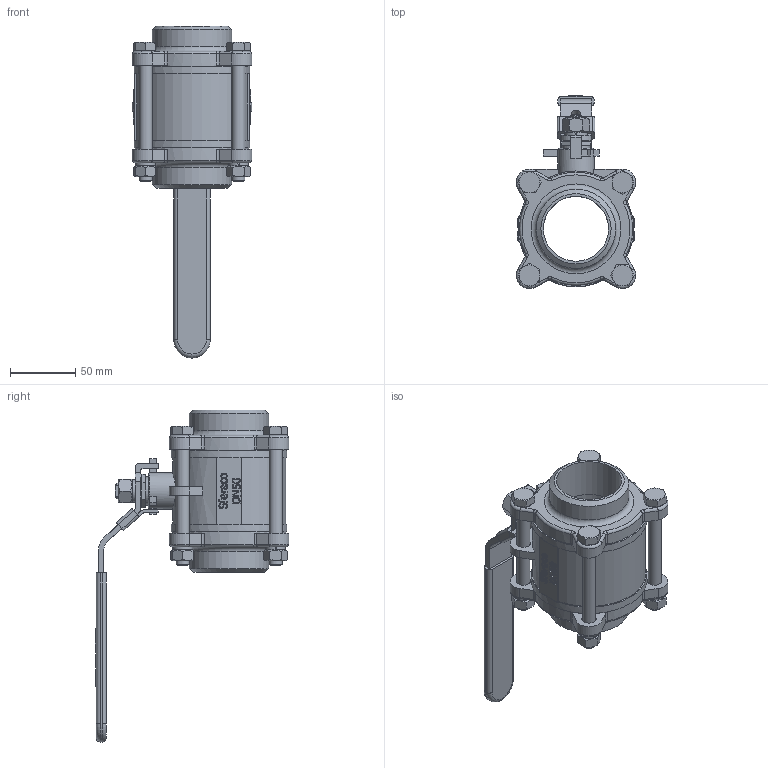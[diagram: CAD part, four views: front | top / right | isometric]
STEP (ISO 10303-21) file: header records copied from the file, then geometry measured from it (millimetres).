
FILE_DESCRIPTION(/* description */ ('791050'),/* implementation_level */ '2;1');
FILE_NAME(/* name */ '791050.stp',/* time_stamp */ '2019-10-02T13:39:54+02:00',/* author */ ('jmorand'),/* organization */ ('Sferaco'),/* preprocessor_version */ 'ST-DEVELOPER v18',/* originating_system */ 'Autodesk Inventor 2020',/* authorisation */ '');
FILE_SCHEMA (('AUTOMOTIVE_DESIGN { 1 0 10303 214 3 1 1 }'));
Length unit declared in the file: millimetre
Products named in the file (1): 791050C_ens_Shrinkwrap_1
Bounding box: 91.92 x 148.96 x 255.3 mm (x, y, z)
Volume: 507738.3 mm3; surface area: 145004.2 mm2
Topology: 22 solids, 22 shells, 970 faces, 2516 edges, 1640 vertices
Faces by surface type: plane 478, bspline 285, cylinder 118, cone 52, torus 37
Full cylindrical faces by diameter (mm): 7.5 x1, 8.376 x4, 10 x4, 10.106 x1, 11 x10, 15 x2, 16 x4, 22 x2, 28 x1, 50 x3, 61 x2, 87 x2, 89 x2
Entity records: 32940 total; most frequent: CARTESIAN_POINT 9963, ORIENTED_EDGE 5032, DIRECTION 3685, EDGE_CURVE 2516, VERTEX_POINT 1640, LINE 1351, VECTOR 1351, AXIS2_PLACEMENT_3D 1167
